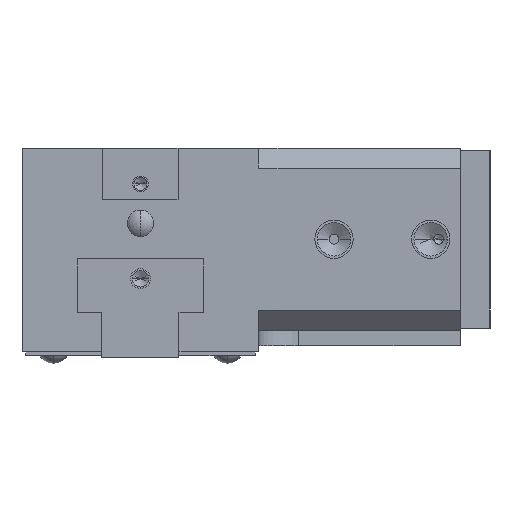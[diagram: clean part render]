
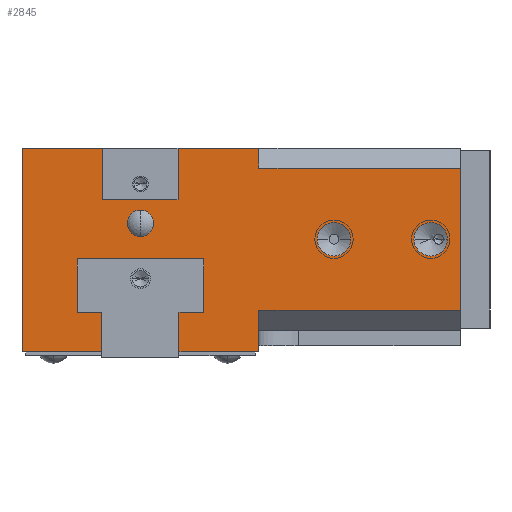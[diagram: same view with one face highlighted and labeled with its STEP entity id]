
A CAD part, left-side view. The second image highlights one B-rep face of the part: STEP entity #2845.
In plain terms, the highlighted planar face has unit normal (-1, 0, 0).
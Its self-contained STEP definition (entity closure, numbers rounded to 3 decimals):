
#2=CARTESIAN_POINT('',(-75.,0.,-19.));
#3=DIRECTION('',(1.,0.,0.));
#4=DIRECTION('',(0.,0.,-1.));
#5=AXIS2_PLACEMENT_3D('',#2,#3,#4);
#7=CARTESIAN_POINT('',(-75.,0.,-19.));
#8=DIRECTION('',(1.,0.,0.));
#9=DIRECTION('',(0.,0.,1.));
#10=AXIS2_PLACEMENT_3D('',#7,#8,#9);
#12=CARTESIAN_POINT('',(-75.,-49.,-23.));
#13=DIRECTION('',(-1.,0.,0.));
#14=DIRECTION('',(0.,1.,0.));
#15=AXIS2_PLACEMENT_3D('',#12,#13,#14);
#17=CARTESIAN_POINT('',(-75.,-49.,-23.));
#18=DIRECTION('',(-1.,0.,0.));
#19=DIRECTION('',(0.,-1.,0.));
#20=AXIS2_PLACEMENT_3D('',#17,#18,#19);
#22=CARTESIAN_POINT('',(-75.,-73.5,-23.));
#23=DIRECTION('',(-1.,0.,0.));
#24=DIRECTION('',(0.,1.,0.));
#25=AXIS2_PLACEMENT_3D('',#22,#23,#24);
#27=CARTESIAN_POINT('',(-75.,-73.5,-23.));
#28=DIRECTION('',(-1.,0.,0.));
#29=DIRECTION('',(0.,-1.,0.));
#30=AXIS2_PLACEMENT_3D('',#27,#28,#29);
#32=DIRECTION('',(0.,-1.,0.));
#33=VECTOR('',#32,51.);
#34=CARTESIAN_POINT('',(-75.,-30.,-5.));
#35=LINE('',#34,#33);
#36=DIRECTION('',(0.,1.,0.));
#37=VECTOR('',#36,51.);
#38=CARTESIAN_POINT('',(-75.,-81.,-41.));
#39=LINE('',#38,#37);
#40=DIRECTION('',(0.,1.,0.));
#41=VECTOR('',#40,20.25);
#42=CARTESIAN_POINT('',(-75.,-30.,-51.5));
#43=LINE('',#42,#41);
#44=DIRECTION('',(0.,0.,1.));
#45=VECTOR('',#44,10.);
#46=CARTESIAN_POINT('',(-75.,-9.75,-51.5));
#47=LINE('',#46,#45);
#48=DIRECTION('',(0.,-1.,0.));
#49=VECTOR('',#48,6.25);
#50=CARTESIAN_POINT('',(-75.,-9.75,-41.5));
#51=LINE('',#50,#49);
#52=DIRECTION('',(0.,0.,1.));
#53=VECTOR('',#52,13.5);
#54=CARTESIAN_POINT('',(-75.,-16.,-41.5));
#55=LINE('',#54,#53);
#56=DIRECTION('',(0.,1.,0.));
#57=VECTOR('',#56,32.);
#58=CARTESIAN_POINT('',(-75.,-16.,-28.));
#59=LINE('',#58,#57);
#60=DIRECTION('',(0.,0.,-1.));
#61=VECTOR('',#60,13.5);
#62=CARTESIAN_POINT('',(-75.,16.,-28.));
#63=LINE('',#62,#61);
#64=DIRECTION('',(0.,-1.,0.));
#65=VECTOR('',#64,6.25);
#66=CARTESIAN_POINT('',(-75.,16.,-41.5));
#67=LINE('',#66,#65);
#68=DIRECTION('',(0.,0.,-1.));
#69=VECTOR('',#68,10.);
#70=CARTESIAN_POINT('',(-75.,9.75,-41.5));
#71=LINE('',#70,#69);
#72=DIRECTION('',(0.,1.,0.));
#73=VECTOR('',#72,20.25);
#74=CARTESIAN_POINT('',(-75.,9.75,-51.5));
#75=LINE('',#74,#73);
#76=DIRECTION('',(0.,0.,1.));
#77=VECTOR('',#76,51.5);
#78=CARTESIAN_POINT('',(-75.,30.,-51.5));
#79=LINE('',#78,#77);
#80=DIRECTION('',(0.,-1.,0.));
#81=VECTOR('',#80,20.5);
#82=CARTESIAN_POINT('',(-75.,30.,0.));
#83=LINE('',#82,#81);
#84=DIRECTION('',(0.,0.,-1.));
#85=VECTOR('',#84,13.);
#86=CARTESIAN_POINT('',(-75.,9.5,0.));
#87=LINE('',#86,#85);
#88=DIRECTION('',(0.,-1.,0.));
#89=VECTOR('',#88,19.);
#90=CARTESIAN_POINT('',(-75.,9.5,-13.));
#91=LINE('',#90,#89);
#92=DIRECTION('',(0.,0.,-1.));
#93=VECTOR('',#92,13.);
#94=CARTESIAN_POINT('',(-75.,-9.5,0.));
#95=LINE('',#94,#93);
#96=DIRECTION('',(0.,-1.,0.));
#97=VECTOR('',#96,20.5);
#98=CARTESIAN_POINT('',(-75.,-9.5,0.));
#99=LINE('',#98,#97);
#100=DIRECTION('',(0.,0.,-1.));
#101=VECTOR('',#100,5.);
#102=CARTESIAN_POINT('',(-75.,-30.,0.));
#103=LINE('',#102,#101);
#828=DIRECTION('',(0.,0.,1.));
#829=VECTOR('',#828,10.5);
#830=CARTESIAN_POINT('',(-75.,-30.,-51.5));
#831=LINE('',#830,#829);
#948=DIRECTION('',(0.,0.,1.));
#949=VECTOR('',#948,36.);
#950=CARTESIAN_POINT('',(-75.,-81.,-41.));
#951=LINE('',#950,#949);
#2160=CARTESIAN_POINT('',(-75.,-30.,-51.5));
#2161=CARTESIAN_POINT('',(-75.,-9.75,-51.5));
#2162=VERTEX_POINT('',#2160);
#2163=VERTEX_POINT('',#2161);
#2164=CARTESIAN_POINT('',(-75.,-9.75,-41.5));
#2165=VERTEX_POINT('',#2164);
#2166=CARTESIAN_POINT('',(-75.,-16.,-41.5));
#2167=VERTEX_POINT('',#2166);
#2168=CARTESIAN_POINT('',(-75.,-16.,-28.));
#2169=VERTEX_POINT('',#2168);
#2170=CARTESIAN_POINT('',(-75.,16.,-28.));
#2171=VERTEX_POINT('',#2170);
#2172=CARTESIAN_POINT('',(-75.,16.,-41.5));
#2173=VERTEX_POINT('',#2172);
#2174=CARTESIAN_POINT('',(-75.,9.75,-41.5));
#2175=VERTEX_POINT('',#2174);
#2176=CARTESIAN_POINT('',(-75.,9.75,-51.5));
#2177=VERTEX_POINT('',#2176);
#2178=CARTESIAN_POINT('',(-75.,30.,-51.5));
#2179=VERTEX_POINT('',#2178);
#2180=CARTESIAN_POINT('',(-75.,30.,0.));
#2181=VERTEX_POINT('',#2180);
#2224=CARTESIAN_POINT('',(-75.,9.5,-13.));
#2225=VERTEX_POINT('',#2224);
#2226=CARTESIAN_POINT('',(-75.,-9.5,-13.));
#2227=VERTEX_POINT('',#2226);
#2232=CARTESIAN_POINT('',(-75.,9.5,0.));
#2233=VERTEX_POINT('',#2232);
#2234=CARTESIAN_POINT('',(-75.,-9.5,0.));
#2235=VERTEX_POINT('',#2234);
#2479=CARTESIAN_POINT('',(-75.,0.,-22.354));
#2481=VERTEX_POINT('',#2479);
#2482=CARTESIAN_POINT('',(-75.,0.,-15.646));
#2483=VERTEX_POINT('',#2482);
#2662=CARTESIAN_POINT('',(-75.,-44.75,-23.));
#2663=CARTESIAN_POINT('',(-75.,-53.25,-23.));
#2664=VERTEX_POINT('',#2662);
#2665=VERTEX_POINT('',#2663);
#2680=CARTESIAN_POINT('',(-75.,-69.25,-23.));
#2681=VERTEX_POINT('',#2680);
#2682=CARTESIAN_POINT('',(-75.,-77.75,-23.));
#2683=VERTEX_POINT('',#2682);
#2730=CARTESIAN_POINT('',(-75.,-81.,-41.));
#2731=CARTESIAN_POINT('',(-75.,-30.,-41.));
#2732=VERTEX_POINT('',#2730);
#2733=VERTEX_POINT('',#2731);
#2739=CARTESIAN_POINT('',(-75.,-30.,-5.));
#2741=VERTEX_POINT('',#2739);
#2742=CARTESIAN_POINT('',(-75.,-81.,-5.));
#2743=VERTEX_POINT('',#2742);
#2746=CARTESIAN_POINT('',(-75.,-30.,0.));
#2747=VERTEX_POINT('',#2746);
#2780=CARTESIAN_POINT('',(-75.,0.,0.));
#2781=DIRECTION('',(1.,0.,0.));
#2782=DIRECTION('',(0.,-1.,0.));
#2783=AXIS2_PLACEMENT_3D('',#2780,#2781,#2782);
#2784=PLANE('',#2783);
#2786=ORIENTED_EDGE('',*,*,#2785,.T.);
#2788=ORIENTED_EDGE('',*,*,#2787,.F.);
#2790=ORIENTED_EDGE('',*,*,#2789,.T.);
#2792=ORIENTED_EDGE('',*,*,#2791,.F.);
#2794=ORIENTED_EDGE('',*,*,#2793,.T.);
#2796=ORIENTED_EDGE('',*,*,#2795,.T.);
#2798=ORIENTED_EDGE('',*,*,#2797,.T.);
#2800=ORIENTED_EDGE('',*,*,#2799,.T.);
#2802=ORIENTED_EDGE('',*,*,#2801,.T.);
#2804=ORIENTED_EDGE('',*,*,#2803,.T.);
#2806=ORIENTED_EDGE('',*,*,#2805,.T.);
#2808=ORIENTED_EDGE('',*,*,#2807,.T.);
#2810=ORIENTED_EDGE('',*,*,#2809,.T.);
#2812=ORIENTED_EDGE('',*,*,#2811,.T.);
#2814=ORIENTED_EDGE('',*,*,#2813,.T.);
#2816=ORIENTED_EDGE('',*,*,#2815,.T.);
#2818=ORIENTED_EDGE('',*,*,#2817,.T.);
#2820=ORIENTED_EDGE('',*,*,#2819,.F.);
#2822=ORIENTED_EDGE('',*,*,#2821,.T.);
#2824=ORIENTED_EDGE('',*,*,#2823,.T.);
#2825=EDGE_LOOP('',(#2786,#2788,#2790,#2792,#2794,#2796,#2798,#2800,#2802,#2804,
#2806,#2808,#2810,#2812,#2814,#2816,#2818,#2820,#2822,#2824));
#2826=FACE_OUTER_BOUND('',#2825,.F.);
#2828=ORIENTED_EDGE('',*,*,#2827,.T.);
#2830=ORIENTED_EDGE('',*,*,#2829,.T.);
#2831=EDGE_LOOP('',(#2828,#2830));
#2832=FACE_BOUND('',#2831,.F.);
#2834=ORIENTED_EDGE('',*,*,#2833,.T.);
#2836=ORIENTED_EDGE('',*,*,#2835,.T.);
#2837=EDGE_LOOP('',(#2834,#2836));
#2838=FACE_BOUND('',#2837,.F.);
#2840=ORIENTED_EDGE('',*,*,#2839,.F.);
#2842=ORIENTED_EDGE('',*,*,#2841,.F.);
#2843=EDGE_LOOP('',(#2840,#2842));
#2844=FACE_BOUND('',#2843,.F.);
#6=CIRCLE('',#5,3.354);
#11=CIRCLE('',#10,3.354);
#16=CIRCLE('',#15,4.25);
#21=CIRCLE('',#20,4.25);
#26=CIRCLE('',#25,4.25);
#31=CIRCLE('',#30,4.25);
#2785=EDGE_CURVE('',#2741,#2743,#35,.T.);
#2787=EDGE_CURVE('',#2732,#2743,#951,.T.);
#2789=EDGE_CURVE('',#2732,#2733,#39,.T.);
#2791=EDGE_CURVE('',#2162,#2733,#831,.T.);
#2793=EDGE_CURVE('',#2162,#2163,#43,.T.);
#2795=EDGE_CURVE('',#2163,#2165,#47,.T.);
#2797=EDGE_CURVE('',#2165,#2167,#51,.T.);
#2799=EDGE_CURVE('',#2167,#2169,#55,.T.);
#2801=EDGE_CURVE('',#2169,#2171,#59,.T.);
#2803=EDGE_CURVE('',#2171,#2173,#63,.T.);
#2805=EDGE_CURVE('',#2173,#2175,#67,.T.);
#2807=EDGE_CURVE('',#2175,#2177,#71,.T.);
#2809=EDGE_CURVE('',#2177,#2179,#75,.T.);
#2811=EDGE_CURVE('',#2179,#2181,#79,.T.);
#2813=EDGE_CURVE('',#2181,#2233,#83,.T.);
#2815=EDGE_CURVE('',#2233,#2225,#87,.T.);
#2817=EDGE_CURVE('',#2225,#2227,#91,.T.);
#2819=EDGE_CURVE('',#2235,#2227,#95,.T.);
#2821=EDGE_CURVE('',#2235,#2747,#99,.T.);
#2823=EDGE_CURVE('',#2747,#2741,#103,.T.);
#2827=EDGE_CURVE('',#2664,#2665,#16,.T.);
#2829=EDGE_CURVE('',#2665,#2664,#21,.T.);
#2833=EDGE_CURVE('',#2681,#2683,#26,.T.);
#2835=EDGE_CURVE('',#2683,#2681,#31,.T.);
#2839=EDGE_CURVE('',#2481,#2483,#6,.T.);
#2841=EDGE_CURVE('',#2483,#2481,#11,.T.);
#2845=ADVANCED_FACE('',(#2826,#2832,#2838,#2844),#2784,.F.);
